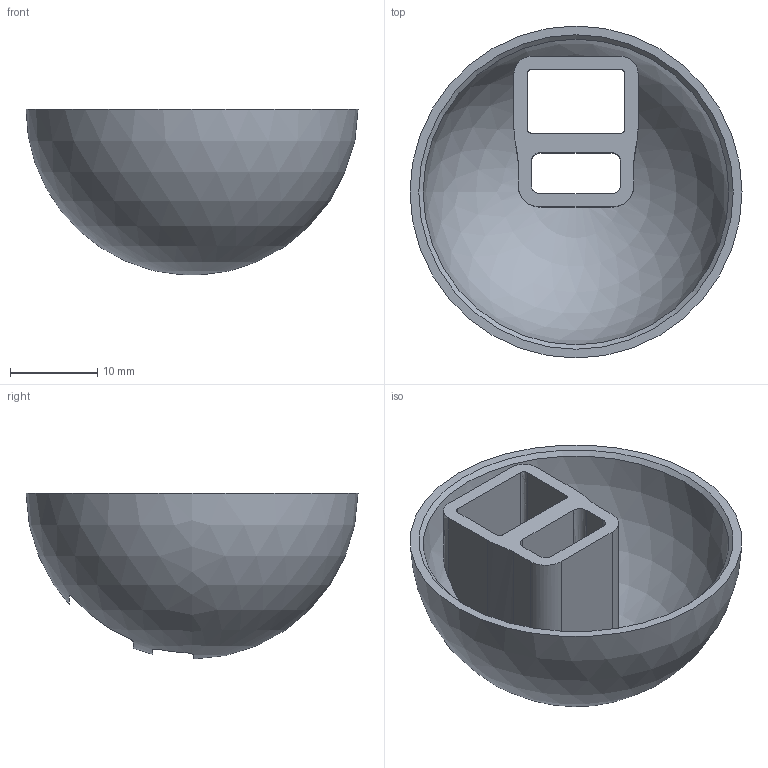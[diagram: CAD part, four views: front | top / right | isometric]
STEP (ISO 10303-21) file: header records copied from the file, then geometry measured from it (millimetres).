
FILE_DESCRIPTION(/* description */ (''),/* implementation_level */ '2;1');
FILE_NAME(/* name */ 'Hat_cable.step',/* time_stamp */ '2025-07-07T02:40:09+02:00',/* author */ (''),/* organization */ (''),/* preprocessor_version */ 'ST-DEVELOPER v20.1',/* originating_system */ 'Autodesk Translation Framework v14.10.0.0',/* authorisation */ '');
FILE_SCHEMA (('AUTOMOTIVE_DESIGN { 1 0 10303 214 3 1 1 }'));
Length unit declared in the file: millimetre
Products named in the file (1): Hat_cable
Bounding box: 38 x 38 x 19 mm (x, y, z)
Volume: 4373.5 mm3; surface area: 5787.4 mm2
Topology: 1 solids, 1 shells, 42 faces, 120 edges, 80 vertices
Faces by surface type: plane 16, bspline 13, cylinder 10, sphere 2, cone 1
Entity records: 1898 total; most frequent: CARTESIAN_POINT 855, ORIENTED_EDGE 240, DIRECTION 164, EDGE_CURVE 120, VERTEX_POINT 80, LINE 60, VECTOR 60, AXIS2_PLACEMENT_3D 52
